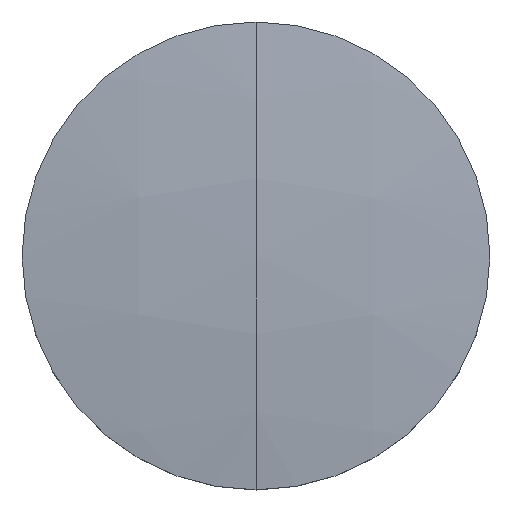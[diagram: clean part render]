
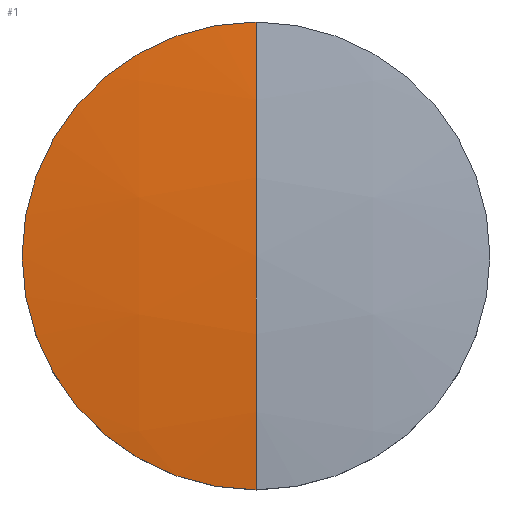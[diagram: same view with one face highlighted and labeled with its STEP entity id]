
A CAD part, top view. The second image highlights one B-rep face of the part: STEP entity #1.
In plain terms, the highlighted spherical face has radius 100 mm.
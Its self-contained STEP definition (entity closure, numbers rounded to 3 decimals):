
#1 = ADVANCED_FACE ( 'NONE', ( #102 ), #183, .T. ) ;
#3 = EDGE_CURVE ( 'NONE', #71, #74, #128, .T. ) ;
#4 = EDGE_LOOP ( 'NONE', ( #6, #69, #7, #11 ) ) ;
#6 = ORIENTED_EDGE ( 'NONE', *, *, #3, .T. ) ;
#7 = ORIENTED_EDGE ( 'NONE', *, *, #80, .T. ) ;
#8 = VERTEX_POINT ( 'NONE', #117 ) ;
#10 = EDGE_CURVE ( 'NONE', #74, #8, #148, .T. ) ;
#11 = ORIENTED_EDGE ( 'NONE', *, *, #14, .F. ) ;
#14 = EDGE_CURVE ( 'NONE', #71, #81, #133, .T. ) ;
#69 = ORIENTED_EDGE ( 'NONE', *, *, #10, .T. ) ;
#71 = VERTEX_POINT ( 'NONE', #227 ) ;
#74 = VERTEX_POINT ( 'NONE', #226 ) ;
#80 = EDGE_CURVE ( 'NONE', #8, #81, #310, .T. ) ;
#81 = VERTEX_POINT ( 'NONE', #289 ) ;
#102 = FACE_OUTER_BOUND ( 'NONE', #4, .T. ) ;
#117 = CARTESIAN_POINT ( 'NONE',  ( 0., -12.7, 1.646 ) ) ;
#124 = DIRECTION ( 'NONE',  ( 1., 0., 0. ) ) ;
#125 = DIRECTION ( 'NONE',  ( 0., 0., 1. ) ) ;
#126 = CARTESIAN_POINT ( 'NONE',  ( 0., 0., 1.646 ) ) ;
#127 = AXIS2_PLACEMENT_3D ( 'NONE', #126, #125, #124 ) ;
#128 = CIRCLE ( 'NONE', #127, 12.7 ) ;
#129 = DIRECTION ( 'NONE',  ( 0., 0., -1. ) ) ;
#130 = DIRECTION ( 'NONE',  ( 1., 0., 0. ) ) ;
#131 = CARTESIAN_POINT ( 'NONE',  ( 0., 0., -97.544 ) ) ;
#132 = AXIS2_PLACEMENT_3D ( 'NONE', #131, #130, #129 ) ;
#133 = CIRCLE ( 'NONE', #132, 100. ) ;
#140 = DIRECTION ( 'NONE',  ( 1., 0., 0. ) ) ;
#141 = DIRECTION ( 'NONE',  ( 0., 0., 1. ) ) ;
#142 = CARTESIAN_POINT ( 'NONE',  ( 0., 0., 1.646 ) ) ;
#143 = AXIS2_PLACEMENT_3D ( 'NONE', #142, #141, #140 ) ;
#148 = CIRCLE ( 'NONE', #143, 12.7 ) ;
#183 = SPHERICAL_SURFACE ( 'NONE', #250, 100. ) ;
#226 = CARTESIAN_POINT ( 'NONE',  ( -12.7, 0., 1.646 ) ) ;
#227 = CARTESIAN_POINT ( 'NONE',  ( 0., 12.7, 1.646 ) ) ;
#247 = DIRECTION ( 'NONE',  ( 0., 1., 0. ) ) ;
#248 = DIRECTION ( 'NONE',  ( -1., 0., 0. ) ) ;
#249 = CARTESIAN_POINT ( 'NONE',  ( 0., 0., -97.544 ) ) ;
#250 = AXIS2_PLACEMENT_3D ( 'NONE', #249, #248, #247 ) ;
#289 = CARTESIAN_POINT ( 'NONE',  ( 0., 0., 2.456 ) ) ;
#290 = DIRECTION ( 'NONE',  ( 0., -1., 0. ) ) ;
#307 = DIRECTION ( 'NONE',  ( -1., 0., 0. ) ) ;
#308 = CARTESIAN_POINT ( 'NONE',  ( 0., 0., -97.544 ) ) ;
#309 = AXIS2_PLACEMENT_3D ( 'NONE', #308, #307, #290 ) ;
#310 = CIRCLE ( 'NONE', #309, 100. ) ;
